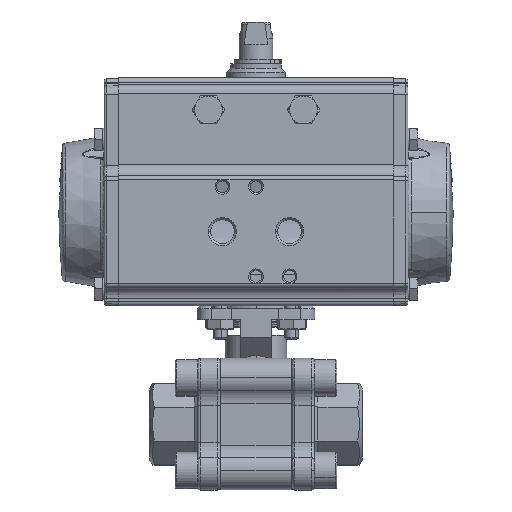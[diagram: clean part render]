
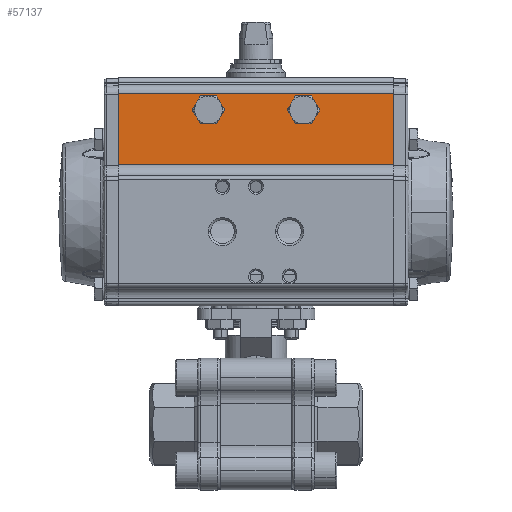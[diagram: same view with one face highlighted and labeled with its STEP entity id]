
A CAD part, top view. The second image highlights one B-rep face of the part: STEP entity #57137.
In plain terms, the highlighted planar face has unit normal (0, 0, 1).
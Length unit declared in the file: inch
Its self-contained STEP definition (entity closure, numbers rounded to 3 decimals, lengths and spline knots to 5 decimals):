
#797 = LINE ( 'NONE', #47892, #29435 ) ;
#1122 = EDGE_CURVE ( 'NONE', #70440, #36154, #1368, .T. ) ;
#1368 = CIRCLE ( 'NONE', #29658, 0.19685 ) ;
#3489 = DIRECTION ( 'NONE',  ( 1., 0., 0. ) ) ;
#4285 = VERTEX_POINT ( 'NONE', #35113 ) ;
#5990 = ORIENTED_EDGE ( 'NONE', *, *, #40458, .F. ) ;
#6313 = LINE ( 'NONE', #63303, #65358 ) ;
#6348 = CIRCLE ( 'NONE', #10095, 0.19685 ) ;
#6406 = CARTESIAN_POINT ( 'NONE',  ( -0.66929, 4.42126, 1.10236 ) ) ;
#6665 = CARTESIAN_POINT ( 'NONE',  ( 0.66929, 4.42126, 1.10236 ) ) ;
#7891 = DIRECTION ( 'NONE',  ( 1., 0., 0. ) ) ;
#9197 = FACE_BOUND ( 'NONE', #25392, .T. ) ;
#10095 = AXIS2_PLACEMENT_3D ( 'NONE', #6406, #46409, #12141 ) ;
#12051 = DIRECTION ( 'NONE',  ( 0., 1., 0. ) ) ;
#12141 = DIRECTION ( 'NONE',  ( 1., 0., 0. ) ) ;
#12396 = DIRECTION ( 'NONE',  ( 1., 0., 0. ) ) ;
#12808 = CARTESIAN_POINT ( 'NONE',  ( 0.86614, 4.42126, 1.10236 ) ) ;
#16198 = CARTESIAN_POINT ( 'NONE',  ( 1.94094, 4.65748, 1.10236 ) ) ;
#16263 = ORIENTED_EDGE ( 'NONE', *, *, #29376, .T. ) ;
#16312 = CARTESIAN_POINT ( 'NONE',  ( 0.66929, 4.42126, 1.10236 ) ) ;
#16869 = CARTESIAN_POINT ( 'NONE',  ( 0.47244, 4.42126, 1.10236 ) ) ;
#17064 = VERTEX_POINT ( 'NONE', #12808 ) ;
#17395 = EDGE_CURVE ( 'NONE', #41976, #43484, #61786, .T. ) ;
#18753 = CARTESIAN_POINT ( 'NONE',  ( -0.66929, 4.42126, 1.10236 ) ) ;
#20011 = CARTESIAN_POINT ( 'NONE',  ( -0.47244, 4.42126, 1.10236 ) ) ;
#22065 = DIRECTION ( 'NONE',  ( 1., 0., 0. ) ) ;
#24420 = FACE_BOUND ( 'NONE', #35218, .T. ) ;
#24522 = DIRECTION ( 'NONE',  ( 1., 0., 0. ) ) ;
#25392 = EDGE_LOOP ( 'NONE', ( #60371, #57580 ) ) ;
#26269 = PLANE ( 'NONE',  #52062 ) ;
#26970 = CIRCLE ( 'NONE', #60334, 0.19685 ) ;
#29376 = EDGE_CURVE ( 'NONE', #35678, #17064, #26970, .T. ) ;
#29435 = VECTOR ( 'NONE', #7891, 39.37008 ) ;
#29658 = AXIS2_PLACEMENT_3D ( 'NONE', #18753, #58784, #24522 ) ;
#30348 = EDGE_CURVE ( 'NONE', #62432, #4285, #6313, .T. ) ;
#35113 = CARTESIAN_POINT ( 'NONE',  ( 1.94094, 4.65748, 1.10236 ) ) ;
#35218 = EDGE_LOOP ( 'NONE', ( #47182, #16263 ) ) ;
#35678 = VERTEX_POINT ( 'NONE', #16869 ) ;
#36154 = VERTEX_POINT ( 'NONE', #20011 ) ;
#37614 = ORIENTED_EDGE ( 'NONE', *, *, #17395, .F. ) ;
#37765 = DIRECTION ( 'NONE',  ( 0., 0., 1. ) ) ;
#40282 = CIRCLE ( 'NONE', #53149, 0.19685 ) ;
#40458 = EDGE_CURVE ( 'NONE', #43484, #4285, #47464, .T. ) ;
#41976 = VERTEX_POINT ( 'NONE', #67756 ) ;
#43319 = CARTESIAN_POINT ( 'NONE',  ( -0.86614, 4.42126, 1.10236 ) ) ;
#43484 = VERTEX_POINT ( 'NONE', #47900 ) ;
#46409 = DIRECTION ( 'NONE',  ( 0., 0., -1. ) ) ;
#46611 = VECTOR ( 'NONE', #63773, 39.37008 ) ;
#46666 = DIRECTION ( 'NONE',  ( 0., 0., -1. ) ) ;
#47182 = ORIENTED_EDGE ( 'NONE', *, *, #48521, .T. ) ;
#47464 = LINE ( 'NONE', #16198, #64478 ) ;
#47892 = CARTESIAN_POINT ( 'NONE',  ( -1.94094, 3.65354, 1.10236 ) ) ;
#47900 = CARTESIAN_POINT ( 'NONE',  ( -1.94094, 4.65748, 1.10236 ) ) ;
#48521 = EDGE_CURVE ( 'NONE', #17064, #35678, #40282, .T. ) ;
#49507 = EDGE_CURVE ( 'NONE', #41976, #62432, #797, .T. ) ;
#50048 = ORIENTED_EDGE ( 'NONE', *, *, #30348, .T. ) ;
#50267 = EDGE_LOOP ( 'NONE', ( #5990, #37614, #58449, #50048 ) ) ;
#51354 = CARTESIAN_POINT ( 'NONE',  ( 1.94094, 3.65354, 1.10236 ) ) ;
#52062 = AXIS2_PLACEMENT_3D ( 'NONE', #66284, #37765, #3489 ) ;
#53043 = FACE_OUTER_BOUND ( 'NONE', #50267, .T. ) ;
#53149 = AXIS2_PLACEMENT_3D ( 'NONE', #6665, #46666, #12396 ) ;
#56216 = DIRECTION ( 'NONE',  ( 1., 0., 0. ) ) ;
#56341 = DIRECTION ( 'NONE',  ( 0., 0., -1. ) ) ;
#57137 = ADVANCED_FACE ( 'NONE', ( #53043, #9197, #24420 ), #26269, .T. ) ;
#57254 = CARTESIAN_POINT ( 'NONE',  ( -1.94094, 1.66535, 1.10236 ) ) ;
#57580 = ORIENTED_EDGE ( 'NONE', *, *, #1122, .T. ) ;
#58449 = ORIENTED_EDGE ( 'NONE', *, *, #49507, .T. ) ;
#58784 = DIRECTION ( 'NONE',  ( 0., 0., -1. ) ) ;
#60334 = AXIS2_PLACEMENT_3D ( 'NONE', #16312, #56341, #22065 ) ;
#60371 = ORIENTED_EDGE ( 'NONE', *, *, #73929, .T. ) ;
#61786 = LINE ( 'NONE', #57254, #46611 ) ;
#62432 = VERTEX_POINT ( 'NONE', #51354 ) ;
#63303 = CARTESIAN_POINT ( 'NONE',  ( 1.94094, 1.66535, 1.10236 ) ) ;
#63773 = DIRECTION ( 'NONE',  ( 0., 1., 0. ) ) ;
#64478 = VECTOR ( 'NONE', #56216, 39.37008 ) ;
#65358 = VECTOR ( 'NONE', #12051, 39.37008 ) ;
#66284 = CARTESIAN_POINT ( 'NONE',  ( -1.94094, 3.65354, 1.10236 ) ) ;
#67756 = CARTESIAN_POINT ( 'NONE',  ( -1.94094, 3.65354, 1.10236 ) ) ;
#70440 = VERTEX_POINT ( 'NONE', #43319 ) ;
#73929 = EDGE_CURVE ( 'NONE', #36154, #70440, #6348, .T. ) ;
